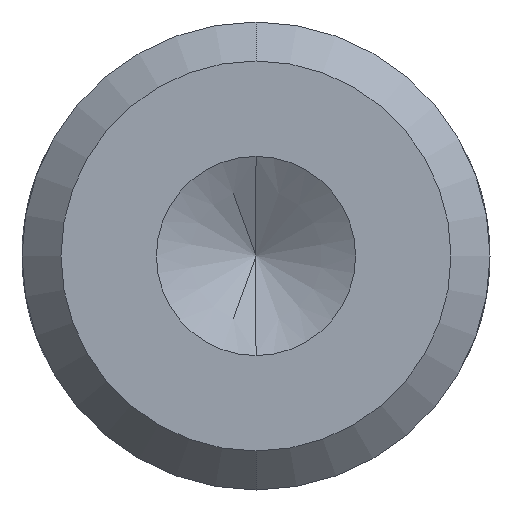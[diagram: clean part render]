
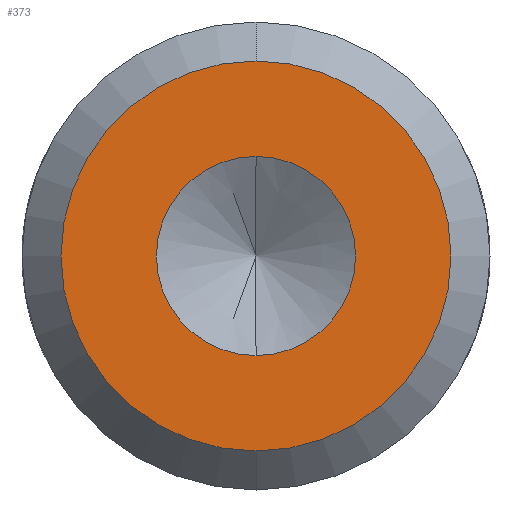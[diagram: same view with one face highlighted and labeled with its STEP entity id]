
A CAD part, front view. The second image highlights one B-rep face of the part: STEP entity #373.
In plain terms, the highlighted planar face has unit normal (0, -1, 0).
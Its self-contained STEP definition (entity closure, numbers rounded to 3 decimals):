
#21 = CARTESIAN_POINT ( 'NONE',  ( 0., 0., 0. ) ) ;
#39 = PLANE ( 'NONE',  #844 ) ;
#87 = EDGE_CURVE ( 'NONE', #930, #957, #246, .T. ) ;
#151 = ORIENTED_EDGE ( 'NONE', *, *, #87, .F. ) ;
#182 = DIRECTION ( 'NONE',  ( 0., 0., -1. ) ) ;
#205 = AXIS2_PLACEMENT_3D ( 'NONE', #21, #747, #182 ) ;
#246 = CIRCLE ( 'NONE', #926, 2.553 ) ;
#253 = CARTESIAN_POINT ( 'NONE',  ( 0., 0., 2.553 ) ) ;
#259 = DIRECTION ( 'NONE',  ( 0., -1., 0. ) ) ;
#326 = CARTESIAN_POINT ( 'NONE',  ( 0., 0., 0. ) ) ;
#366 = CIRCLE ( 'NONE', #506, 5. ) ;
#373 = ADVANCED_FACE ( 'NONE', ( #834, #997 ), #39, .F. ) ;
#381 = CARTESIAN_POINT ( 'NONE',  ( 0., 0., 5. ) ) ;
#405 = AXIS2_PLACEMENT_3D ( 'NONE', #582, #259, #813 ) ;
#413 = CARTESIAN_POINT ( 'NONE',  ( 0., 0., -5. ) ) ;
#429 = EDGE_CURVE ( 'NONE', #685, #799, #366, .T. ) ;
#430 = CARTESIAN_POINT ( 'NONE',  ( 0., 0., -2.553 ) ) ;
#485 = ORIENTED_EDGE ( 'NONE', *, *, #905, .T. ) ;
#498 = DIRECTION ( 'NONE',  ( 0., 0., -1. ) ) ;
#506 = AXIS2_PLACEMENT_3D ( 'NONE', #326, #824, #498 ) ;
#531 = ORIENTED_EDGE ( 'NONE', *, *, #429, .T. ) ;
#581 = ORIENTED_EDGE ( 'NONE', *, *, #944, .F. ) ;
#582 = CARTESIAN_POINT ( 'NONE',  ( 0., 0., 0. ) ) ;
#587 = DIRECTION ( 'NONE',  ( 0., 0., 1. ) ) ;
#618 = EDGE_LOOP ( 'NONE', ( #485, #531 ) ) ;
#664 = CARTESIAN_POINT ( 'NONE',  ( 0., 0., 0. ) ) ;
#685 = VERTEX_POINT ( 'NONE', #413 ) ;
#716 = DIRECTION ( 'NONE',  ( 0., -1., 0. ) ) ;
#737 = DIRECTION ( 'NONE',  ( 0., 1., 0. ) ) ;
#747 = DIRECTION ( 'NONE',  ( 0., -1., 0. ) ) ;
#770 = CIRCLE ( 'NONE', #405, 2.553 ) ;
#799 = VERTEX_POINT ( 'NONE', #381 ) ;
#813 = DIRECTION ( 'NONE',  ( 0., 0., -1. ) ) ;
#824 = DIRECTION ( 'NONE',  ( 0., -1., 0. ) ) ;
#834 = FACE_BOUND ( 'NONE', #1000, .T. ) ;
#844 = AXIS2_PLACEMENT_3D ( 'NONE', #664, #737, #587 ) ;
#855 = CARTESIAN_POINT ( 'NONE',  ( 0., 0., 0. ) ) ;
#905 = EDGE_CURVE ( 'NONE', #799, #685, #937, .T. ) ;
#926 = AXIS2_PLACEMENT_3D ( 'NONE', #855, #716, #1002 ) ;
#930 = VERTEX_POINT ( 'NONE', #430 ) ;
#937 = CIRCLE ( 'NONE', #205, 5. ) ;
#944 = EDGE_CURVE ( 'NONE', #957, #930, #770, .T. ) ;
#957 = VERTEX_POINT ( 'NONE', #253 ) ;
#997 = FACE_OUTER_BOUND ( 'NONE', #618, .T. ) ;
#1000 = EDGE_LOOP ( 'NONE', ( #151, #581 ) ) ;
#1002 = DIRECTION ( 'NONE',  ( 0., 0., -1. ) ) ;
